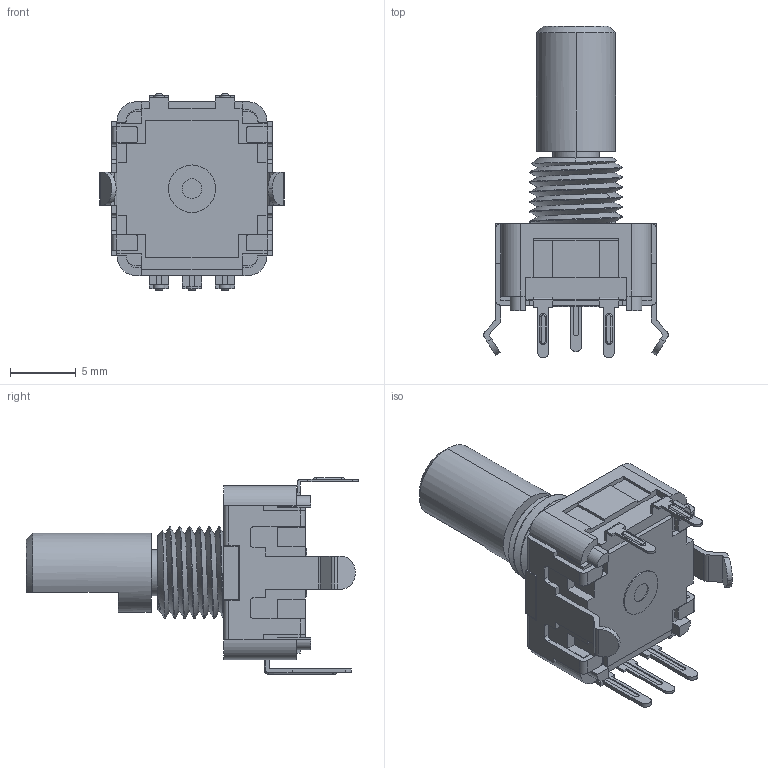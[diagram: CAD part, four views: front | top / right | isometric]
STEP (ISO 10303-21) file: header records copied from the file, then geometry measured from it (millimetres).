
FILE_DESCRIPTION (( 'STEP AP214' ), '1' );
FILE_NAME ('PEC11R-4215F-N0024.STEP', '2023-03-07T09:10:57', ( 'ADMIN' ), ( '' ), 'SwSTEP 2.0', 'SolidWorks 2016', '' );
FILE_SCHEMA (( 'AUTOMOTIVE_DESIGN' ));
Length unit declared in the file: millimetre
Products named in the file (1): PEC11R-4215F-N0024
Bounding box: 14 x 25.2 x 14.9 mm (x, y, z)
Surface area: 1539.1 mm2 (no closed solid volume)
Topology: 0 solids, 3 shells, 453 faces, 1258 edges, 827 vertices
Faces by surface type: plane 284, cylinder 137, bspline 22, cone 10
Entity records: 18496 total; most frequent: CARTESIAN_POINT 6937, ORIENTED_EDGE 2508, DIRECTION 2260, EDGE_CURVE 1258, LINE 896, VECTOR 896, VERTEX_POINT 827, AXIS2_PLACEMENT_3D 682
